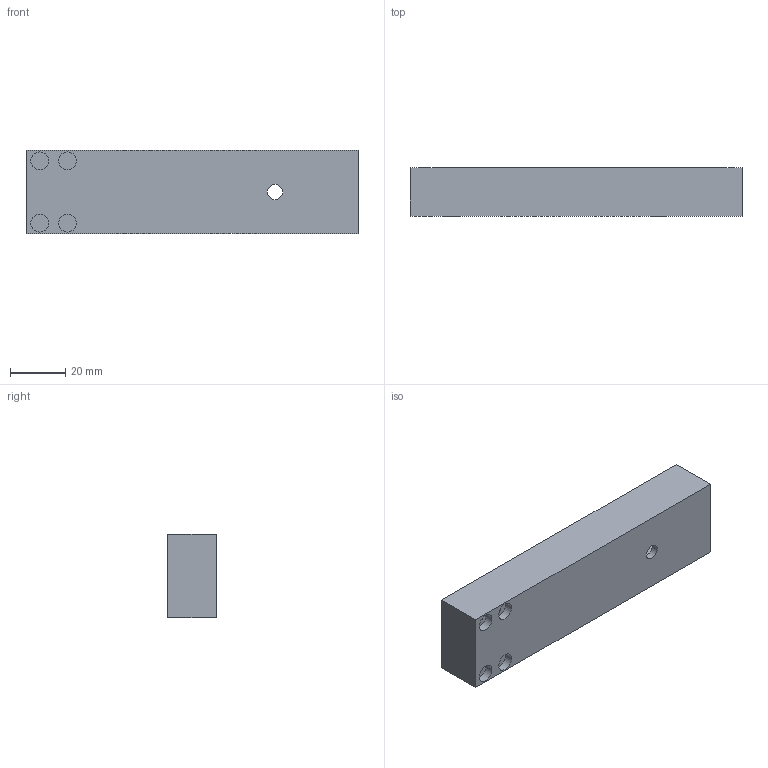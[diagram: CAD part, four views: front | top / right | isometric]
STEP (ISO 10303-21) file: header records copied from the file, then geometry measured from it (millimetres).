
FILE_DESCRIPTION(/* description */ ('Alibre Inc.'),/* implementation_level */ '2;1');
FILE_NAME(/* name */ 'export0',/* time_stamp */ '2015-07-11T14:23:40+12:00',/* author */ (''),/* organization */ (''),/* preprocessor_version */ 'ST-DEVELOPER v14',/* originating_system */ 'Alibre',/* authorisation */ '');
FILE_SCHEMA (('CONFIG_CONTROL_DESIGN'));
Length unit declared in the file: centimetre
Products named in the file (1): ID_1
Bounding box: 120 x 17.5 x 30 mm (x, y, z)
Volume: 24314.8 mm3; surface area: 16904.6 mm2
Topology: 1 solids, 1 shells, 52 faces, 109 edges, 62 vertices
Faces by surface type: cylinder 23, plane 21, sphere 6, torus 2
Full cylindrical faces by diameter (mm): 3.5 x4, 5.5 x1, 6.5 x4
Entity records: 1358 total; most frequent: DIRECTION 225, CARTESIAN_POINT 208, ORIENTED_EDGE 188, AXIS2_PLACEMENT_3D 102, EDGE_CURVE 94, EDGE_LOOP 72, FACE_BOUND 72, VERTEX_POINT 62
